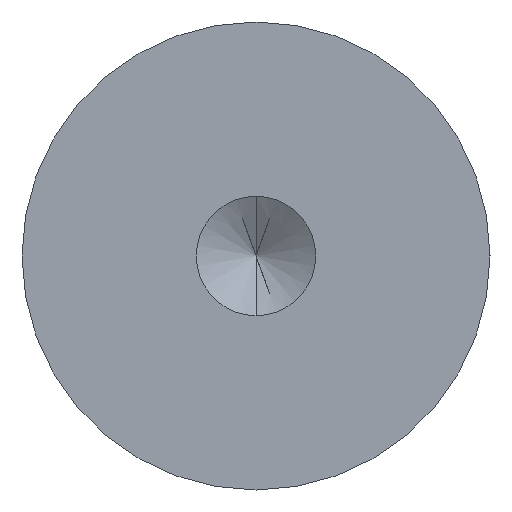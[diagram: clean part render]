
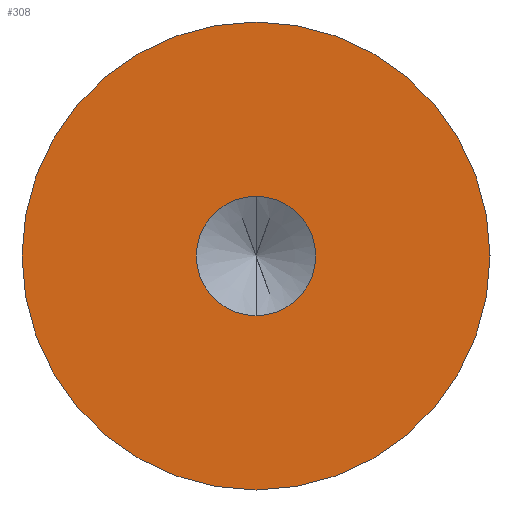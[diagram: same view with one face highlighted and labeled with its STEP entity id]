
A CAD part, left-side view. The second image highlights one B-rep face of the part: STEP entity #308.
In plain terms, the highlighted planar face has unit normal (-1, 0, 0).
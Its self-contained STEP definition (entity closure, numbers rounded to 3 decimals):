
#308=ADVANCED_FACE('',(#874,#875),#876,.T.);
#322=EDGE_CURVE('',#406,#638,#891,.T.);
#406=VERTEX_POINT('',#990);
#442=EDGE_CURVE('',#638,#406,#1034,.T.);
#480=VERTEX_POINT('',#1076);
#612=EDGE_CURVE('',#480,#660,#1222,.T.);
#618=EDGE_CURVE('',#660,#480,#1229,.T.);
#638=VERTEX_POINT('',#1253);
#660=VERTEX_POINT('',#1276);
#874=FACE_OUTER_BOUND('',#1503,.T.);
#875=FACE_BOUND('',#1504,.T.);
#876=PLANE('',#1505);
#891=CIRCLE('',#1524,1.147);
#990=CARTESIAN_POINT('',(0.0,0.0,1.147));
#1034=CIRCLE('',#1698,1.147);
#1076=CARTESIAN_POINT('',(0.0,0.0,4.5));
#1222=CIRCLE('',#1960,4.5);
#1229=CIRCLE('',#1970,4.5);
#1253=CARTESIAN_POINT('',(0.0,0.,-1.147));
#1276=CARTESIAN_POINT('',(0.0,0.,-4.5));
#1503=EDGE_LOOP('',(#2325,#2326));
#1504=EDGE_LOOP('',(#2327,#2328));
#1505=AXIS2_PLACEMENT_3D('',#2329,#2330,#2331);
#1524=AXIS2_PLACEMENT_3D('',#2344,#2345,#2346);
#1698=AXIS2_PLACEMENT_3D('',#2573,#2574,#2575);
#1960=AXIS2_PLACEMENT_3D('',#2789,#2790,#2791);
#1970=AXIS2_PLACEMENT_3D('',#2801,#2802,#2803);
#2325=ORIENTED_EDGE('',*,*,#612,.F.);
#2326=ORIENTED_EDGE('',*,*,#618,.F.);
#2327=ORIENTED_EDGE('',*,*,#322,.T.);
#2328=ORIENTED_EDGE('',*,*,#442,.T.);
#2329=CARTESIAN_POINT('',(0.0,0.0,2.823));
#2330=DIRECTION('',(-1.0,0.0,0.0));
#2331=DIRECTION('',(0.0,0.0,1.0));
#2344=CARTESIAN_POINT('',(0.0,0.0,0.0));
#2345=DIRECTION('',(1.0,0.0,-0.0));
#2346=DIRECTION('',(0.0,0.0,1.0));
#2573=CARTESIAN_POINT('',(0.0,0.0,0.0));
#2574=DIRECTION('',(1.0,0.0,-0.0));
#2575=DIRECTION('',(0.0,0.0,1.0));
#2789=CARTESIAN_POINT('',(0.0,0.0,0.0));
#2790=DIRECTION('',(1.0,0.0,-0.0));
#2791=DIRECTION('',(0.0,0.0,1.0));
#2801=CARTESIAN_POINT('',(0.0,0.0,0.0));
#2802=DIRECTION('',(1.0,0.0,-0.0));
#2803=DIRECTION('',(0.0,0.0,1.0));
